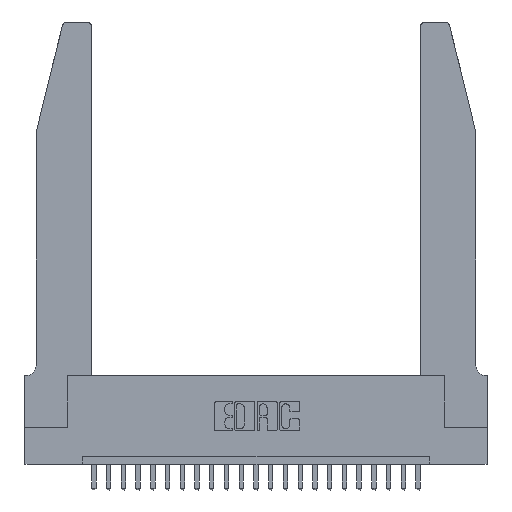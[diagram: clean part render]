
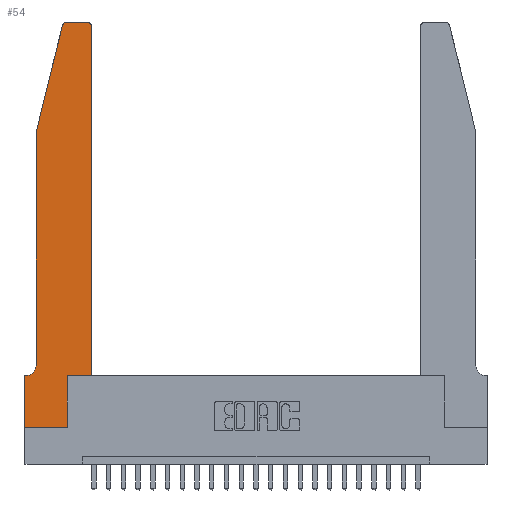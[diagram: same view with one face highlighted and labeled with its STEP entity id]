
A CAD part, top view. The second image highlights one B-rep face of the part: STEP entity #54.
In plain terms, the highlighted planar face has unit normal (0, 0, 1).
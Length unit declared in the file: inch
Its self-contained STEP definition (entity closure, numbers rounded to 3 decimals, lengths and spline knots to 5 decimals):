
#54 = ADVANCED_FACE ( 'NONE', ( #9760 ), #5867, .T. ) ;
#606 = CARTESIAN_POINT ( 'NONE',  ( 0.25487, 2.72718, 0.37 ) ) ;
#868 = EDGE_CURVE ( 'NONE', #3673, #16306, #20821, .T. ) ;
#1193 = VECTOR ( 'NONE', #16223, 39.37008 ) ;
#1368 = DIRECTION ( 'NONE',  ( -1., 0., 0. ) ) ;
#1527 = VERTEX_POINT ( 'NONE', #18801 ) ;
#2112 = LINE ( 'NONE', #2857, #1193 ) ;
#2422 = EDGE_LOOP ( 'NONE', ( #13702, #22739, #5606, #22671, #9603, #13958, #7471, #2852, #11983, #18390, #11717, #19729 ) ) ;
#2749 = VERTEX_POINT ( 'NONE', #19851 ) ;
#2852 = ORIENTED_EDGE ( 'NONE', *, *, #7584, .T. ) ;
#2857 = CARTESIAN_POINT ( 'NONE',  ( 0., 0., 0.37 ) ) ;
#2970 = DIRECTION ( 'NONE',  ( -0.239, -0.971, 0. ) ) ;
#2980 = DIRECTION ( 'NONE',  ( 0., -1., 0. ) ) ;
#3267 = VECTOR ( 'NONE', #20553, 39.37008 ) ;
#3418 = AXIS2_PLACEMENT_3D ( 'NONE', #19261, #7785, #11675 ) ;
#3673 = VERTEX_POINT ( 'NONE', #9187 ) ;
#4101 = AXIS2_PLACEMENT_3D ( 'NONE', #7558, #22685, #18955 ) ;
#4679 = EDGE_CURVE ( 'NONE', #12998, #17501, #16331, .T. ) ;
#4756 = CARTESIAN_POINT ( 'NONE',  ( 0.2865, 0., 0.37 ) ) ;
#5049 = EDGE_CURVE ( 'NONE', #19849, #7063, #24088, .T. ) ;
#5472 = CARTESIAN_POINT ( 'NONE',  ( 0.284, 2.72, 0.37 ) ) ;
#5606 = ORIENTED_EDGE ( 'NONE', *, *, #17272, .T. ) ;
#5867 = PLANE ( 'NONE',  #3418 ) ;
#7063 = VERTEX_POINT ( 'NONE', #606 ) ;
#7159 = CARTESIAN_POINT ( 'NONE',  ( 0.2605, 2.75, 0.37 ) ) ;
#7471 = ORIENTED_EDGE ( 'NONE', *, *, #22659, .T. ) ;
#7558 = CARTESIAN_POINT ( 'NONE',  ( 0.4205, 2.72, 0.37 ) ) ;
#7584 = EDGE_CURVE ( 'NONE', #1527, #22479, #11629, .T. ) ;
#7672 = CARTESIAN_POINT ( 'NONE',  ( 0.0755, 0.35, 0.37 ) ) ;
#7785 = DIRECTION ( 'NONE',  ( 0., 0., 1. ) ) ;
#8041 = DIRECTION ( 'NONE',  ( 0., 1., 0. ) ) ;
#8500 = EDGE_CURVE ( 'NONE', #17501, #12623, #16739, .T. ) ;
#9187 = CARTESIAN_POINT ( 'NONE',  ( 0.0055, 0.35, 0.37 ) ) ;
#9278 = DIRECTION ( 'NONE',  ( 1., 0., 0. ) ) ;
#9372 = CARTESIAN_POINT ( 'NONE',  ( 0.0755, 2., 0.37 ) ) ;
#9603 = ORIENTED_EDGE ( 'NONE', *, *, #23988, .T. ) ;
#9760 = FACE_OUTER_BOUND ( 'NONE', #2422, .T. ) ;
#9767 = DIRECTION ( 'NONE',  ( 1., 0., 0. ) ) ;
#11194 = VECTOR ( 'NONE', #19623, 39.37008 ) ;
#11629 = LINE ( 'NONE', #22992, #18571 ) ;
#11675 = DIRECTION ( 'NONE',  ( 1., 0., 0. ) ) ;
#11717 = ORIENTED_EDGE ( 'NONE', *, *, #8500, .T. ) ;
#11727 = CIRCLE ( 'NONE', #4101, 0.03 ) ;
#11983 = ORIENTED_EDGE ( 'NONE', *, *, #15345, .T. ) ;
#12623 = VERTEX_POINT ( 'NONE', #23175 ) ;
#12792 = DIRECTION ( 'NONE',  ( 0., 0., -1. ) ) ;
#12998 = VERTEX_POINT ( 'NONE', #23814 ) ;
#13391 = AXIS2_PLACEMENT_3D ( 'NONE', #22179, #12792, #1368 ) ;
#13461 = EDGE_CURVE ( 'NONE', #24125, #2749, #22760, .T. ) ;
#13696 = VERTEX_POINT ( 'NONE', #17663 ) ;
#13702 = ORIENTED_EDGE ( 'NONE', *, *, #23475, .T. ) ;
#13737 = CARTESIAN_POINT ( 'NONE',  ( 0.4505, 0.35, 0.37 ) ) ;
#13958 = ORIENTED_EDGE ( 'NONE', *, *, #868, .T. ) ;
#14321 = CARTESIAN_POINT ( 'NONE',  ( 0.0755, 2., 0.37 ) ) ;
#14494 = CARTESIAN_POINT ( 'NONE',  ( 0.0755, 2., 0.37 ) ) ;
#14644 = LINE ( 'NONE', #21334, #24221 ) ;
#15345 = EDGE_CURVE ( 'NONE', #22479, #12998, #14644, .T. ) ;
#16223 = DIRECTION ( 'NONE',  ( 0., -1., 0. ) ) ;
#16306 = VERTEX_POINT ( 'NONE', #16787 ) ;
#16331 = LINE ( 'NONE', #13737, #11194 ) ;
#16739 = LINE ( 'NONE', #18278, #24490 ) ;
#16740 = CIRCLE ( 'NONE', #13391, 0.07 ) ;
#16787 = CARTESIAN_POINT ( 'NONE',  ( 0., 0.35, 0.37 ) ) ;
#17272 = EDGE_CURVE ( 'NONE', #7063, #24125, #19123, .T. ) ;
#17501 = VERTEX_POINT ( 'NONE', #22750 ) ;
#17663 = CARTESIAN_POINT ( 'NONE',  ( 0.4205, 2.75, 0.37 ) ) ;
#17927 = VECTOR ( 'NONE', #2970, 39.37008 ) ;
#18278 = CARTESIAN_POINT ( 'NONE',  ( 0.4505, 0.35, 0.37 ) ) ;
#18390 = ORIENTED_EDGE ( 'NONE', *, *, #4679, .T. ) ;
#18571 = VECTOR ( 'NONE', #9767, 39.37008 ) ;
#18801 = CARTESIAN_POINT ( 'NONE',  ( 0., 0., 0.37 ) ) ;
#18955 = DIRECTION ( 'NONE',  ( 1., 0., 0. ) ) ;
#19123 = LINE ( 'NONE', #14321, #17927 ) ;
#19261 = CARTESIAN_POINT ( 'NONE',  ( 0., 0.35, 0.37 ) ) ;
#19623 = DIRECTION ( 'NONE',  ( 1., 0., 0. ) ) ;
#19729 = ORIENTED_EDGE ( 'NONE', *, *, #20570, .T. ) ;
#19849 = VERTEX_POINT ( 'NONE', #22548 ) ;
#19851 = CARTESIAN_POINT ( 'NONE',  ( 0.0755, 0.42, 0.37 ) ) ;
#20553 = DIRECTION ( 'NONE',  ( -1., 0., 0. ) ) ;
#20570 = EDGE_CURVE ( 'NONE', #12623, #13696, #11727, .T. ) ;
#20821 = LINE ( 'NONE', #7672, #23495 ) ;
#21334 = CARTESIAN_POINT ( 'NONE',  ( 0.2865, 0.35, 0.37 ) ) ;
#22178 = VECTOR ( 'NONE', #2980, 39.37008 ) ;
#22179 = CARTESIAN_POINT ( 'NONE',  ( 0.0055, 0.42, 0.37 ) ) ;
#22333 = DIRECTION ( 'NONE',  ( 0., 1., 0. ) ) ;
#22479 = VERTEX_POINT ( 'NONE', #4756 ) ;
#22548 = CARTESIAN_POINT ( 'NONE',  ( 0.284, 2.75, 0.37 ) ) ;
#22659 = EDGE_CURVE ( 'NONE', #16306, #1527, #2112, .T. ) ;
#22671 = ORIENTED_EDGE ( 'NONE', *, *, #13461, .T. ) ;
#22685 = DIRECTION ( 'NONE',  ( 0., 0., 1. ) ) ;
#22735 = DIRECTION ( 'NONE',  ( 0., 0., 1. ) ) ;
#22739 = ORIENTED_EDGE ( 'NONE', *, *, #5049, .T. ) ;
#22750 = CARTESIAN_POINT ( 'NONE',  ( 0.4505, 0.35, 0.37 ) ) ;
#22760 = LINE ( 'NONE', #14494, #22178 ) ;
#22992 = CARTESIAN_POINT ( 'NONE',  ( 0., 0., 0.37 ) ) ;
#23175 = CARTESIAN_POINT ( 'NONE',  ( 0.4505, 2.72, 0.37 ) ) ;
#23454 = AXIS2_PLACEMENT_3D ( 'NONE', #5472, #22735, #9278 ) ;
#23475 = EDGE_CURVE ( 'NONE', #13696, #19849, #23594, .T. ) ;
#23495 = VECTOR ( 'NONE', #24554, 39.37008 ) ;
#23594 = LINE ( 'NONE', #7159, #3267 ) ;
#23814 = CARTESIAN_POINT ( 'NONE',  ( 0.2865, 0.35, 0.37 ) ) ;
#23988 = EDGE_CURVE ( 'NONE', #2749, #3673, #16740, .T. ) ;
#24088 = CIRCLE ( 'NONE', #23454, 0.03 ) ;
#24125 = VERTEX_POINT ( 'NONE', #9372 ) ;
#24221 = VECTOR ( 'NONE', #8041, 39.37008 ) ;
#24490 = VECTOR ( 'NONE', #22333, 39.37008 ) ;
#24554 = DIRECTION ( 'NONE',  ( -1., 0., 0. ) ) ;
